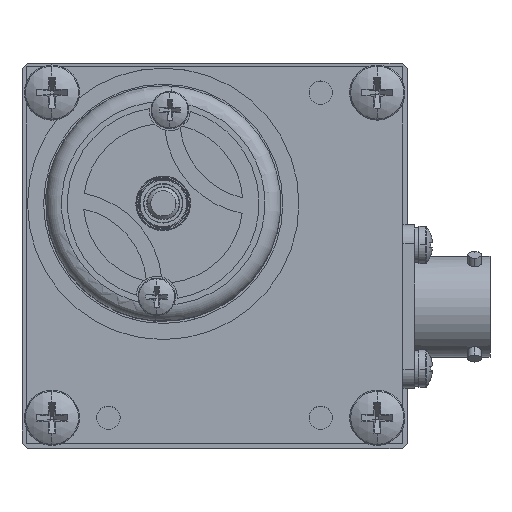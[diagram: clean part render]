
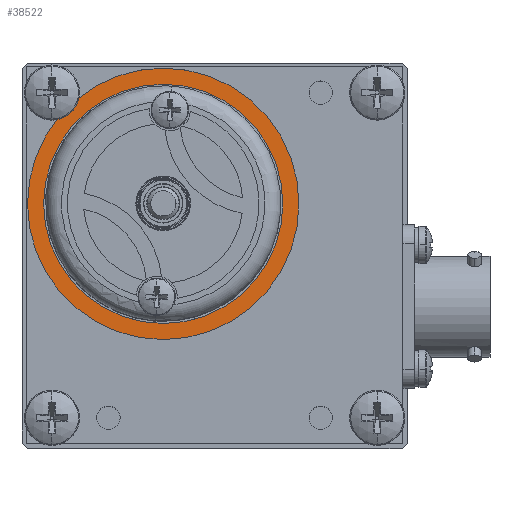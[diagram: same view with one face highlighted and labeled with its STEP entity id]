
A CAD part, top view. The second image highlights one B-rep face of the part: STEP entity #38522.
In plain terms, the highlighted planar face has unit normal (0, 0, 1).
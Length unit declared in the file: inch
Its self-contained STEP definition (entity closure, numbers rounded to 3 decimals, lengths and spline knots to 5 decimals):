
#1280 = EDGE_CURVE ( 'NONE', #37431, #37463, #6290, .T. ) ;
#2247 = EDGE_CURVE ( 'NONE', #37647, #37469, #8920, .T. ) ;
#2251 = EDGE_CURVE ( 'NONE', #37463, #37431, #8925, .T. ) ;
#3324 = AXIS2_PLACEMENT_3D ( 'NONE', #14445, #14972, #14974 ) ;
#3506 = AXIS2_PLACEMENT_3D ( 'NONE', #27233, #27263, #27272 ) ;
#3509 = AXIS2_PLACEMENT_3D ( 'NONE', #27264, #27199, #27202 ) ;
#4556 = ORIENTED_EDGE ( 'NONE', *, *, #2247, .F. ) ;
#4557 = ORIENTED_EDGE ( 'NONE', *, *, #32620, .F. ) ;
#4558 = ORIENTED_EDGE ( 'NONE', *, *, #1280, .T. ) ;
#4559 = ORIENTED_EDGE ( 'NONE', *, *, #2251, .T. ) ;
#6290 = CIRCLE ( 'NONE', #3324, 0.793 ) ;
#8920 = CIRCLE ( 'NONE', #3506, 0.699 ) ;
#8925 = CIRCLE ( 'NONE', #3509, 0.793 ) ;
#13032 = CARTESIAN_POINT ( 'NONE',  ( -0.3, 0.3, 3.981 ) ) ;
#13324 = CIRCLE ( 'NONE', #13718, 0.699 ) ;
#13718 = AXIS2_PLACEMENT_3D ( 'NONE', #13032, #15339, #15340 ) ;
#14445 = CARTESIAN_POINT ( 'NONE',  ( -0.3, 0.3, 3.981 ) ) ;
#14972 = DIRECTION ( 'NONE',  ( 0., 0., 1. ) ) ;
#14974 = DIRECTION ( 'NONE',  ( 1., 0., 0. ) ) ;
#15086 = AXIS2_PLACEMENT_3D ( 'NONE', #27613, #27623, #27624 ) ;
#15339 = DIRECTION ( 'NONE',  ( 0., 0., 1. ) ) ;
#15340 = DIRECTION ( 'NONE',  ( 1., 0., 0. ) ) ;
#15913 = CARTESIAN_POINT ( 'NONE',  ( 0.493, 0.3, 3.981 ) ) ;
#15945 = CARTESIAN_POINT ( 'NONE',  ( -1.093, 0.3, 3.981 ) ) ;
#15951 = CARTESIAN_POINT ( 'NONE',  ( -0.999, 0.3, 3.981 ) ) ;
#16109 = CARTESIAN_POINT ( 'NONE',  ( 0.399, 0.3, 3.981 ) ) ;
#22578 = EDGE_LOOP ( 'NONE', ( #4556, #4557 ) ) ;
#23004 = EDGE_LOOP ( 'NONE', ( #4558, #4559 ) ) ;
#27199 = DIRECTION ( 'NONE',  ( 0., 0., 1. ) ) ;
#27202 = DIRECTION ( 'NONE',  ( 1., 0., 0. ) ) ;
#27233 = CARTESIAN_POINT ( 'NONE',  ( -0.3, 0.3, 3.981 ) ) ;
#27263 = DIRECTION ( 'NONE',  ( 0., 0., 1. ) ) ;
#27264 = CARTESIAN_POINT ( 'NONE',  ( -0.3, 0.3, 3.981 ) ) ;
#27272 = DIRECTION ( 'NONE',  ( 1., 0., 0. ) ) ;
#27613 = CARTESIAN_POINT ( 'NONE',  ( -0.3, 0.3, 3.981 ) ) ;
#27614 = PLANE ( 'NONE',  #15086 ) ;
#27623 = DIRECTION ( 'NONE',  ( 0., 0., 1. ) ) ;
#27624 = DIRECTION ( 'NONE',  ( 1., 0., 0. ) ) ;
#29156 = FACE_BOUND ( 'NONE', #22578, .T. ) ;
#29164 = FACE_OUTER_BOUND ( 'NONE', #23004, .T. ) ;
#32620 = EDGE_CURVE ( 'NONE', #37469, #37647, #13324, .T. ) ;
#37431 = VERTEX_POINT ( 'NONE', #15913 ) ;
#37463 = VERTEX_POINT ( 'NONE', #15945 ) ;
#37469 = VERTEX_POINT ( 'NONE', #15951 ) ;
#37647 = VERTEX_POINT ( 'NONE', #16109 ) ;
#38522 = ADVANCED_FACE ( 'NONE', ( #29156, #29164 ), #27614, .T. ) ;
